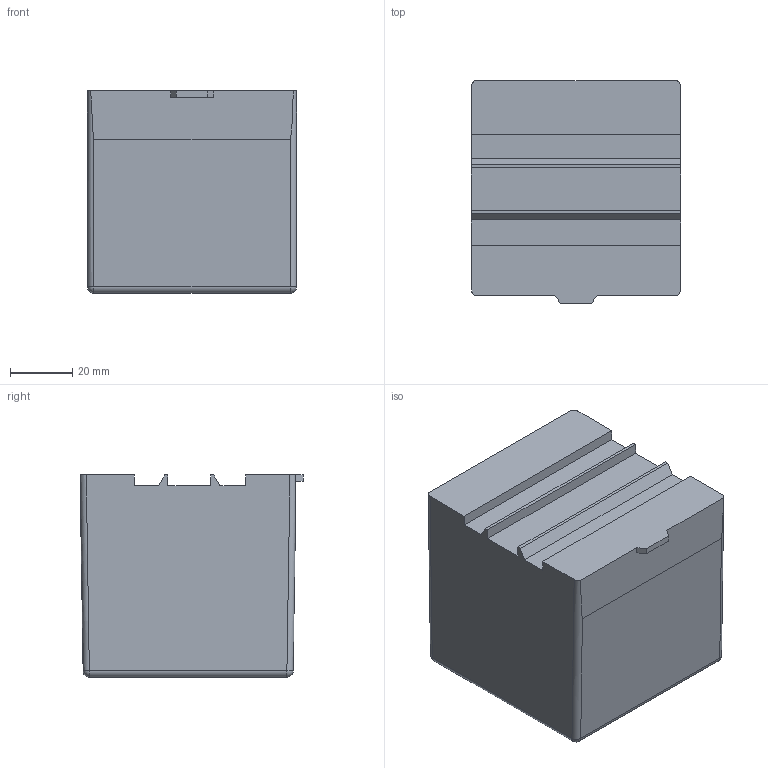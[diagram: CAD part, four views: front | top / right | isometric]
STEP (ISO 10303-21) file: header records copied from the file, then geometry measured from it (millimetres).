
FILE_DESCRIPTION (( 'STEP AP214' ), '1' );
FILE_NAME ('JQX-62F.STEP', '2025-05-30T01:04:47', ( '微软用户' ), ( '微软中国' ), 'SwSTEP 2.0', 'SolidWorks 2014', '' );
FILE_SCHEMA (( 'AUTOMOTIVE_DESIGN' ));
Length unit declared in the file: millimetre
Products named in the file (1): JQX-62F
Bounding box: 67.2 x 71.5 x 65 mm (x, y, z)
Volume: 290948.1 mm3; surface area: 27404.4 mm2
Topology: 1 solids, 1 shells, 36 faces, 90 edges, 56 vertices
Faces by surface type: plane 24, cylinder 8, sphere 4
Entity records: 1084 total; most frequent: CARTESIAN_POINT 207, ORIENTED_EDGE 180, DIRECTION 168, EDGE_CURVE 90, VECTOR 70, LINE 70, VERTEX_POINT 56, AXIS2_PLACEMENT_3D 49
